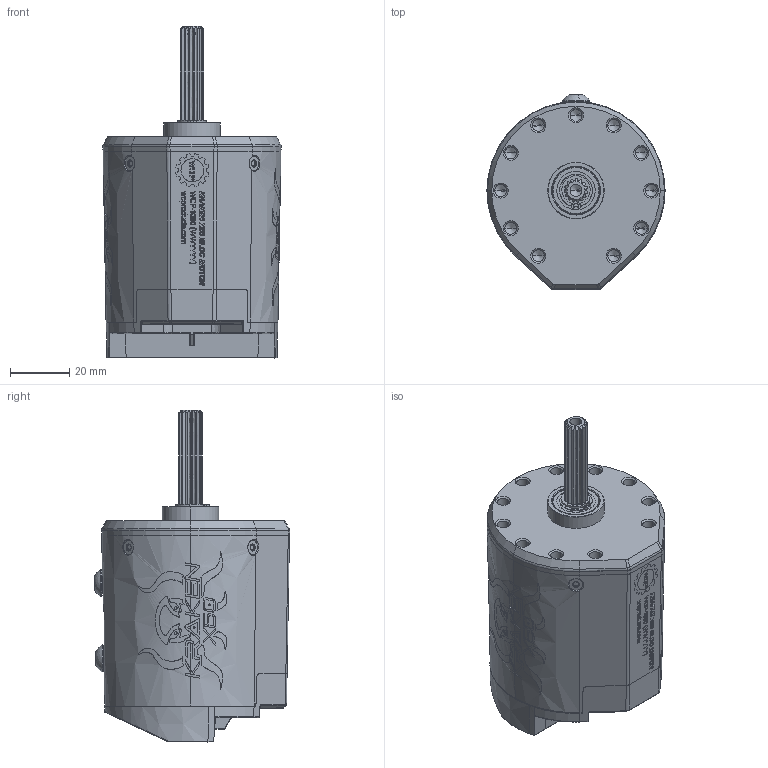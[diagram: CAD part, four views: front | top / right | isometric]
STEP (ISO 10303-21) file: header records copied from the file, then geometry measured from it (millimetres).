
FILE_DESCRIPTION (( 'STEP AP214' ), '1' );
FILE_NAME ('WCP-0940.STEP', '2023-10-12T00:36:48', ( '' ), ( '' ), 'SwSTEP 2.0', 'SolidWorks 2022', '' );
FILE_SCHEMA (( 'AUTOMOTIVE_DESIGN' ));
Length unit declared in the file: inch
Products named in the file (1): WCP-0940
Bounding box: 60.12 x 65.87 x 111.98 mm (x, y, z)
Volume: 196074.6 mm3; surface area: 26630.9 mm2
Topology: 3 solids, 16 shells, 2557 faces, 6626 edges, 4257 vertices
Faces by surface type: plane 995, bspline 846, cylinder 355, cone 298, sphere 44, torus 19
Entity records: 133201 total; most frequent: CARTESIAN_POINT 47090, ORIENTED_EDGE 13194, DIRECTION 8221, EDGE_CURVE 6597, VERTEX_POINT 4255, VECTOR 3033, LINE 3033, EDGE_LOOP 2746
